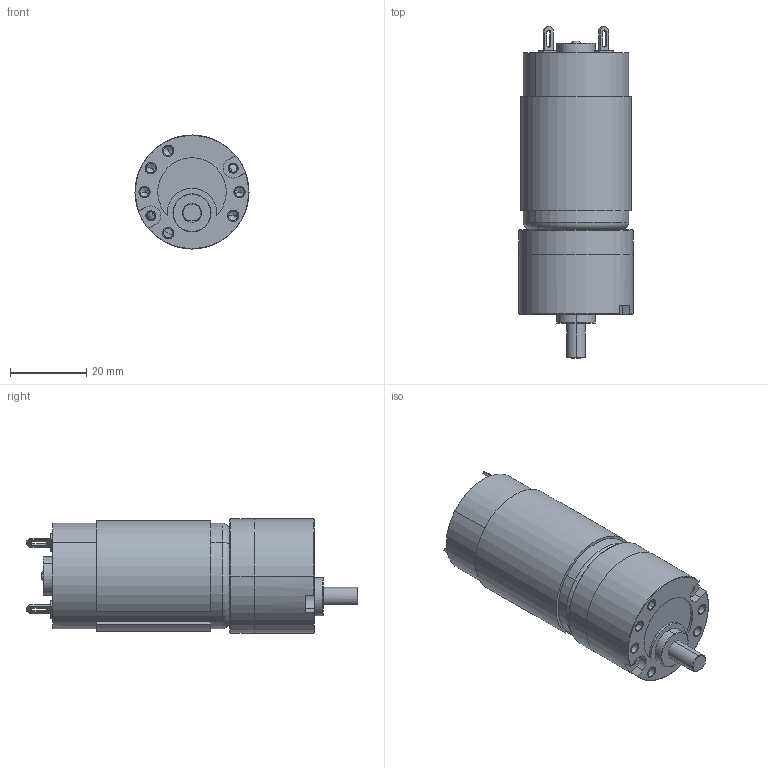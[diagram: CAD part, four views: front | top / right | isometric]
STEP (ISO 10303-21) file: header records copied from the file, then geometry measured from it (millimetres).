
FILE_DESCRIPTION((''),'2;1');
FILE_NAME('30RS-000_ASM','2024-07-10T',('86157'),(''),'PRO/ENGINEER BY PARAMETRIC TECHNOLOGY CORPORATION, 2010280','PRO/ENGINEER BY PARAMETRIC TECHNOLOGY CORPORATION, 2010280','');
FILE_SCHEMA(('CONFIG_CONTROL_DESIGN'));
Length unit declared in the file: millimetre
Products named in the file (10): DM030P420001-005; DM030P510002; DM030P310001; 30RS-01_ASM; DM030P430001; DM030P510001; DM030P320001; 30RS-02_ASM; MOTOR-395; 30RS-000_ASM
Assembly tree (10 placements, depth 3):
  30RS-000_ASM
    30RS-01_ASM
      DM030P420001-005
      DM030P510002
      DM030P310001
    30RS-02_ASM
      DM030P430001
      DM030P510001
      DM030P320001  x2
    MOTOR-395
Bounding box: 30 x 87.3 x 30 mm (x, y, z)
Volume: 36999.1 mm3; surface area: 15724.2 mm2
Topology: 8 solids, 18 shells, 344 faces, 830 edges, 534 vertices
Faces by surface type: cylinder 156, plane 129, cone 39, torus 20
Entity records: 10239 total; most frequent: DIRECTION 1954, CARTESIAN_POINT 1719, ORIENTED_EDGE 1563, EDGE_CURVE 802, AXIS2_PLACEMENT_3D 789, VERTEX_POINT 526, CIRCLE 420, EDGE_LOOP 408
